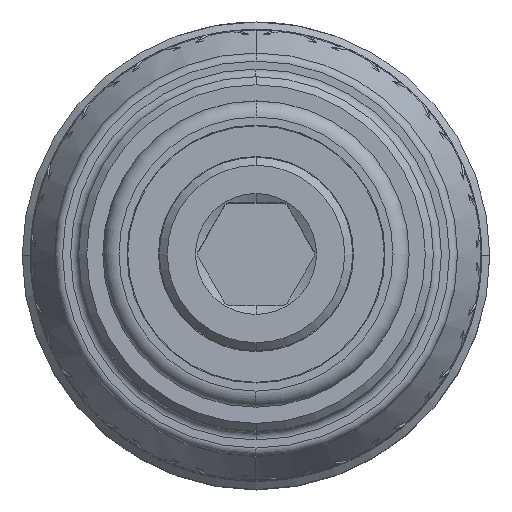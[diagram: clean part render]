
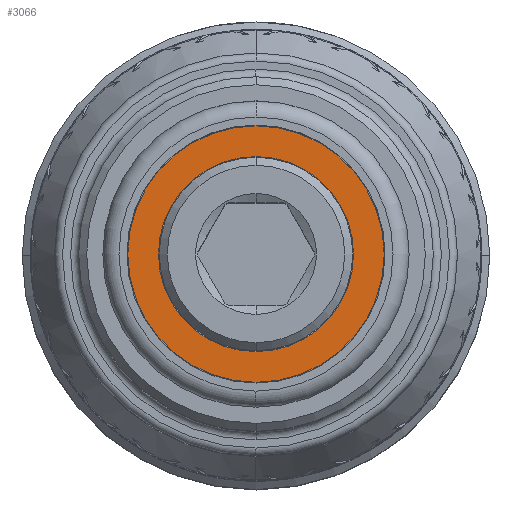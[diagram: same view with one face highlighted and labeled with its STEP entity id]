
A CAD part, top view. The second image highlights one B-rep face of the part: STEP entity #3066.
In plain terms, the highlighted planar face has unit normal (0, 0, 1).
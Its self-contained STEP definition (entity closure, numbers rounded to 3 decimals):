
#2993=CARTESIAN_POINT('',(0.,0.,76.));
#2994=DIRECTION('',(0.,0.,1.));
#2995=DIRECTION('',(0.,-1.,0.));
#2996=AXIS2_PLACEMENT_3D('',#2993,#2994,#2995);
#2998=CARTESIAN_POINT('',(0.,0.,76.));
#2999=DIRECTION('',(0.,0.,1.));
#3000=DIRECTION('',(0.,1.,0.));
#3001=AXIS2_PLACEMENT_3D('',#2998,#2999,#3000);
#3003=CARTESIAN_POINT('',(0.,0.,76.));
#3004=DIRECTION('',(0.,0.,-1.));
#3005=DIRECTION('',(0.,-1.,0.));
#3006=AXIS2_PLACEMENT_3D('',#3003,#3004,#3005);
#3008=CARTESIAN_POINT('',(0.,0.,76.));
#3009=DIRECTION('',(0.,0.,-1.));
#3010=DIRECTION('',(0.,1.,0.));
#3011=AXIS2_PLACEMENT_3D('',#3008,#3009,#3010);
#3037=CARTESIAN_POINT('',(0.,7.95,76.));
#3038=CARTESIAN_POINT('',(0.,-7.95,76.));
#3039=VERTEX_POINT('',#3037);
#3040=VERTEX_POINT('',#3038);
#3041=CARTESIAN_POINT('',(0.,6.05,76.));
#3042=CARTESIAN_POINT('',(0.,-6.05,76.));
#3043=VERTEX_POINT('',#3041);
#3044=VERTEX_POINT('',#3042);
#3049=CARTESIAN_POINT('',(0.,0.,76.));
#3050=DIRECTION('',(0.,0.,-1.));
#3051=DIRECTION('',(0.,-1.,0.));
#3052=AXIS2_PLACEMENT_3D('',#3049,#3050,#3051);
#3053=PLANE('',#3052);
#3055=ORIENTED_EDGE('',*,*,#3054,.T.);
#3057=ORIENTED_EDGE('',*,*,#3056,.T.);
#3058=EDGE_LOOP('',(#3055,#3057));
#3059=FACE_OUTER_BOUND('',#3058,.F.);
#3061=ORIENTED_EDGE('',*,*,#3060,.T.);
#3063=ORIENTED_EDGE('',*,*,#3062,.T.);
#3064=EDGE_LOOP('',(#3061,#3063));
#3065=FACE_BOUND('',#3064,.F.);
#3066=ADVANCED_FACE('',(#3059,#3065),#3053,.F.);
#2997=CIRCLE('',#2996,6.05);
#3002=CIRCLE('',#3001,6.05);
#3007=CIRCLE('',#3006,7.95);
#3012=CIRCLE('',#3011,7.95);
#3054=EDGE_CURVE('',#3040,#3039,#3007,.T.);
#3056=EDGE_CURVE('',#3039,#3040,#3012,.T.);
#3060=EDGE_CURVE('',#3044,#3043,#2997,.T.);
#3062=EDGE_CURVE('',#3043,#3044,#3002,.T.);
